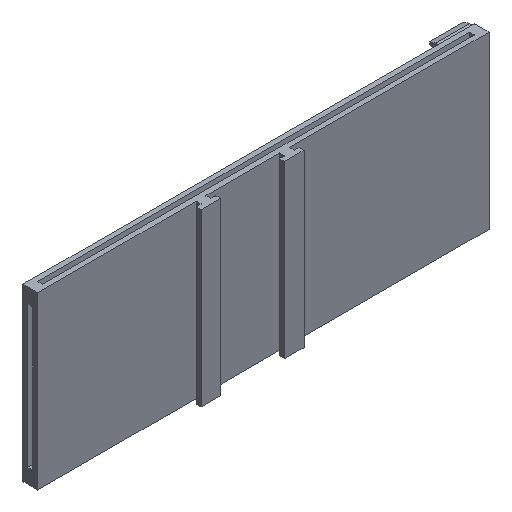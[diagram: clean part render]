
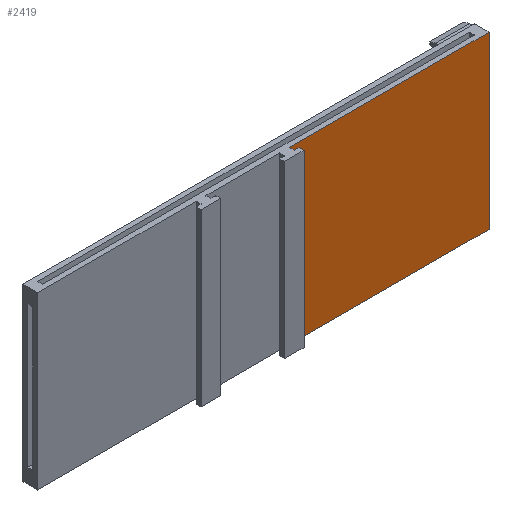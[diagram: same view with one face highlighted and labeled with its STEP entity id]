
A CAD part, isometric view. The second image highlights one B-rep face of the part: STEP entity #2419.
In plain terms, the highlighted planar face has unit normal (0, -1, 0).
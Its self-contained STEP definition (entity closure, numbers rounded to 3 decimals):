
#47=FACE_OUTER_BOUND('',#168,.T.);
#168=EDGE_LOOP('',(#1649,#1650,#1651,#1652));
#327=LINE('',#3391,#681);
#334=LINE('',#3404,#688);
#335=LINE('',#3406,#689);
#336=LINE('',#3407,#690);
#681=VECTOR('',#2760,10.);
#688=VECTOR('',#2773,10.);
#689=VECTOR('',#2774,10.);
#690=VECTOR('',#2775,10.);
#1023=VERTEX_POINT('',#3388);
#1024=VERTEX_POINT('',#3390);
#1027=VERTEX_POINT('',#3403);
#1028=VERTEX_POINT('',#3405);
#1271=EDGE_CURVE('',#1024,#1023,#327,.T.);
#1278=EDGE_CURVE('',#1023,#1027,#334,.T.);
#1279=EDGE_CURVE('',#1027,#1028,#335,.T.);
#1280=EDGE_CURVE('',#1028,#1024,#336,.T.);
#1649=ORIENTED_EDGE('',*,*,#1271,.T.);
#1650=ORIENTED_EDGE('',*,*,#1278,.T.);
#1651=ORIENTED_EDGE('',*,*,#1279,.T.);
#1652=ORIENTED_EDGE('',*,*,#1280,.T.);
#2298=PLANE('',#2567);
#2419=ADVANCED_FACE('',(#47),#2298,.F.);
#2567=AXIS2_PLACEMENT_3D('',#3402,#2771,#2772);
#2760=DIRECTION('',(0.,0.,-1.));
#2771=DIRECTION('center_axis',(0.,1.,0.));
#2772=DIRECTION('ref_axis',(1.,0.,0.));
#2773=DIRECTION('',(1.,0.,0.));
#2774=DIRECTION('',(0.,0.,1.));
#2775=DIRECTION('',(-1.,0.,0.));
#3388=CARTESIAN_POINT('',(28.667,0.,-55.));
#3390=CARTESIAN_POINT('',(28.667,0.,-20.));
#3391=CARTESIAN_POINT('',(28.667,0.,-46.25));
#3402=CARTESIAN_POINT('Origin',(23.317,0.,-37.5));
#3403=CARTESIAN_POINT('',(69.567,0.,-55.));
#3404=CARTESIAN_POINT('',(-22.933,0.,-55.));
#3405=CARTESIAN_POINT('',(69.567,0.,-20.));
#3406=CARTESIAN_POINT('',(69.567,0.,-55.));
#3407=CARTESIAN_POINT('',(69.567,0.,-20.));
